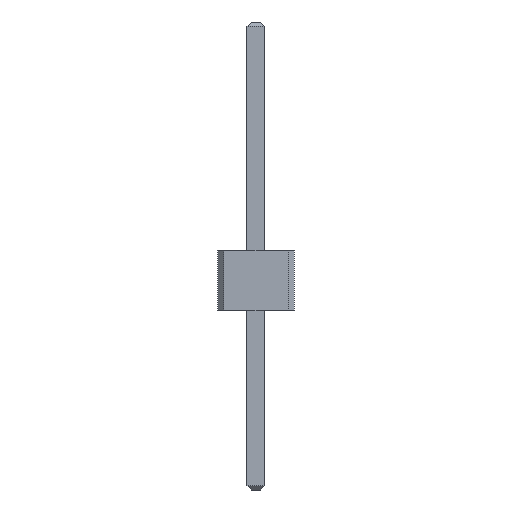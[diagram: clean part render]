
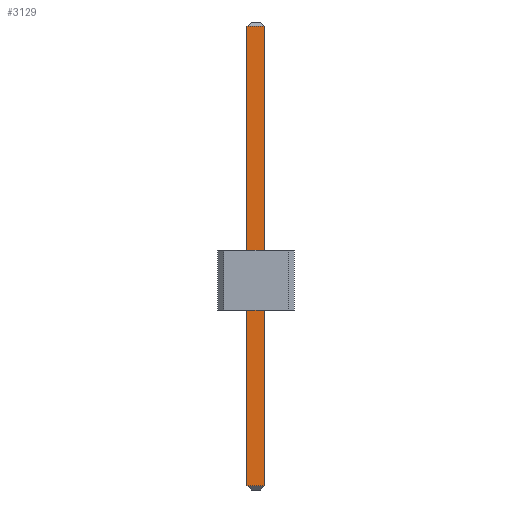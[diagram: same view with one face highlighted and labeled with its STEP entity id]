
A CAD part, front view. The second image highlights one B-rep face of the part: STEP entity #3129.
In plain terms, the highlighted planar face has unit normal (0, -1, 0).
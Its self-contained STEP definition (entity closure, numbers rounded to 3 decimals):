
#13=DIRECTION('',(0.,0.,1.));
#27=VECTOR('',#13,1.);
#67=DIRECTION('',(1.,0.,0.));
#1466=VECTOR('',#67,1.);
#1477=DIRECTION('',(0.,1.,0.));
#3106=EDGE_CURVE('',#3107,#3109,#3111,.T.);
#3107=VERTEX_POINT('',#3108);
#3108=CARTESIAN_POINT('',(-0.15,-24.15,-2.925));
#3109=VERTEX_POINT('',#3110);
#3110=CARTESIAN_POINT('',(-0.15,-24.15,4.725));
#3111=LINE('',#3112,#27);
#3112=CARTESIAN_POINT('',(-0.15,-24.15,-3.));
#3129=ADVANCED_FACE('',(#3130),#3147,.F.);
#3130=FACE_BOUND('',#3131,.F.);
#3131=EDGE_LOOP('',(#3132,#3140,#3143,#3144));
#3132=ORIENTED_EDGE('',*,*,#3133,.F.);
#3133=EDGE_CURVE('',#3134,#3136,#3138,.T.);
#3134=VERTEX_POINT('',#3135);
#3135=CARTESIAN_POINT('',(0.15,-24.15,-2.925));
#3136=VERTEX_POINT('',#3137);
#3137=CARTESIAN_POINT('',(0.15,-24.15,4.725));
#3138=LINE('',#3139,#27);
#3139=CARTESIAN_POINT('',(0.15,-24.15,-3.));
#3140=ORIENTED_EDGE('',*,*,#3141,.F.);
#3141=EDGE_CURVE('',#3107,#3134,#3142,.T.);
#3142=LINE('',#3108,#1466);
#3143=ORIENTED_EDGE('',*,*,#3106,.T.);
#3144=ORIENTED_EDGE('',*,*,#3145,.T.);
#3145=EDGE_CURVE('',#3109,#3136,#3146,.T.);
#3146=LINE('',#3110,#1466);
#3147=PLANE('',#3148);
#3148=AXIS2_PLACEMENT_3D('',#3112,#1477,#13);
